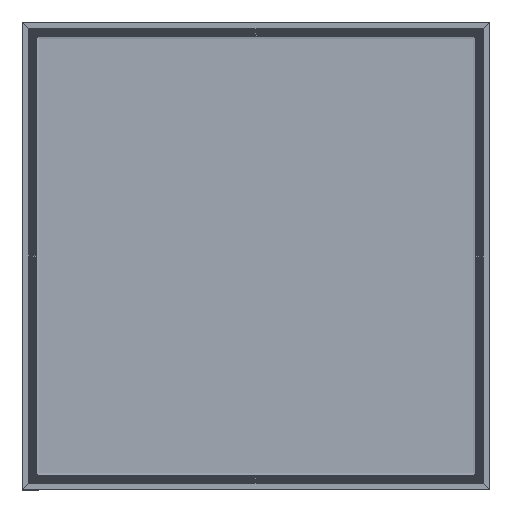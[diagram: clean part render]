
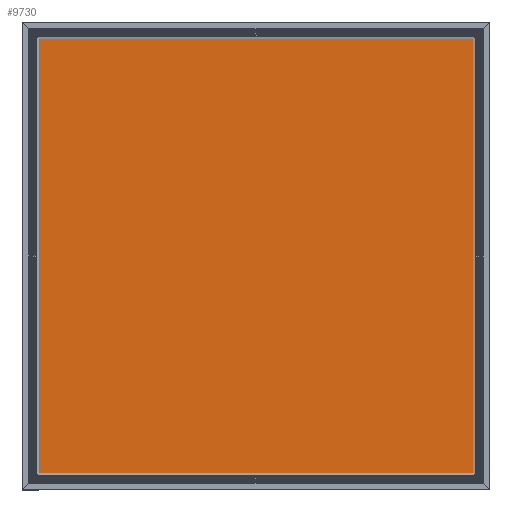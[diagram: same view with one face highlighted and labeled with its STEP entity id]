
A CAD part, front view. The second image highlights one B-rep face of the part: STEP entity #9730.
In plain terms, the highlighted planar face has unit normal (0, -1, 0).
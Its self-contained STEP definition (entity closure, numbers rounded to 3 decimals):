
#1733 = DIRECTION ( 'NONE',  ( -1., 0., 0. ) ) ;
#2433 = FACE_OUTER_BOUND ( 'NONE', #30663, .T. ) ;
#4737 = CARTESIAN_POINT ( 'NONE',  ( 11043.278, 7516.785, 582. ) ) ;
#5453 = ORIENTED_EDGE ( 'NONE', *, *, #19671, .F. ) ;
#5600 = CARTESIAN_POINT ( 'NONE',  ( 2.5, 7516.785, -2.5 ) ) ;
#8286 = EDGE_CURVE ( 'NONE', #17551, #24359, #23839, .T. ) ;
#9372 = ORIENTED_EDGE ( 'NONE', *, *, #32112, .F. ) ;
#9634 = DIRECTION ( 'NONE',  ( 0., 0., -1. ) ) ;
#9730 = ADVANCED_FACE ( 'NONE', ( #2433 ), #26499, .T. ) ;
#13195 = ORIENTED_EDGE ( 'NONE', *, *, #8286, .F. ) ;
#13709 = DIRECTION ( 'NONE',  ( 0., 0., -1. ) ) ;
#15317 = LINE ( 'NONE', #21852, #41961 ) ;
#16159 = DIRECTION ( 'NONE',  ( 0., -1., 0. ) ) ;
#17551 = VERTEX_POINT ( 'NONE', #4737 ) ;
#19527 = CARTESIAN_POINT ( 'NONE',  ( 10474.278, 7516.785, 13. ) ) ;
#19671 = EDGE_CURVE ( 'NONE', #40489, #29602, #15317, .T. ) ;
#21852 = CARTESIAN_POINT ( 'NONE',  ( 10474.278, 7516.785, 582. ) ) ;
#23839 = LINE ( 'NONE', #31054, #29594 ) ;
#24359 = VERTEX_POINT ( 'NONE', #40812 ) ;
#26499 = PLANE ( 'NONE',  #29800 ) ;
#28046 = ORIENTED_EDGE ( 'NONE', *, *, #31764, .F. ) ;
#29260 = CARTESIAN_POINT ( 'NONE',  ( 10474.278, 7516.785, 582. ) ) ;
#29594 = VECTOR ( 'NONE', #13709, 1000. ) ;
#29602 = VERTEX_POINT ( 'NONE', #29260 ) ;
#29800 = AXIS2_PLACEMENT_3D ( 'NONE', #5600, #16159, #9634 ) ;
#29954 = LINE ( 'NONE', #36699, #36148 ) ;
#30663 = EDGE_LOOP ( 'NONE', ( #13195, #28046, #5453, #9372 ) ) ;
#31054 = CARTESIAN_POINT ( 'NONE',  ( 11043.278, 7516.785, 582. ) ) ;
#31764 = EDGE_CURVE ( 'NONE', #29602, #17551, #29954, .T. ) ;
#32112 = EDGE_CURVE ( 'NONE', #24359, #40489, #32598, .T. ) ;
#32598 = LINE ( 'NONE', #19527, #39078 ) ;
#33555 = CARTESIAN_POINT ( 'NONE',  ( 10474.278, 7516.785, 13. ) ) ;
#35615 = DIRECTION ( 'NONE',  ( 0., 0., 1. ) ) ;
#36148 = VECTOR ( 'NONE', #43478, 1000. ) ;
#36699 = CARTESIAN_POINT ( 'NONE',  ( 10474.278, 7516.785, 582. ) ) ;
#39078 = VECTOR ( 'NONE', #1733, 1000. ) ;
#40489 = VERTEX_POINT ( 'NONE', #33555 ) ;
#40812 = CARTESIAN_POINT ( 'NONE',  ( 11043.278, 7516.785, 13. ) ) ;
#41961 = VECTOR ( 'NONE', #35615, 1000. ) ;
#43478 = DIRECTION ( 'NONE',  ( 1., 0., 0. ) ) ;
